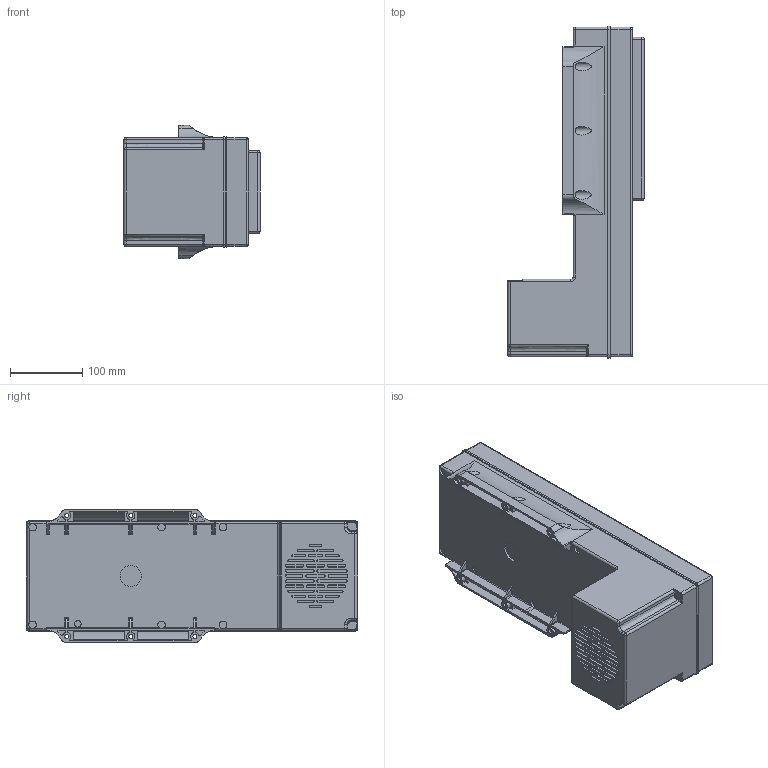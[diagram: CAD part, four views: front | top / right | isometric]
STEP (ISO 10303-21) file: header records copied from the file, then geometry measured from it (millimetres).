
FILE_DESCRIPTION((''),'2;1');
FILE_NAME('UM tamaño 2-3.stp','2012-02-16T12:26:46',('david'),(''),'Autodesk Inventor 2010','Autodesk Inventor 2010','');
FILE_SCHEMA(('AUTOMOTIVE_DESIGN { 1 0 10303 214 1 1 1 1 }'));
Length unit declared in the file: millimetre
Products named in the file (1): Pieza3
Bounding box: 188 x 458 x 184 mm (x, y, z)
Volume: 7107029.2 mm3; surface area: 445630.9 mm2
Topology: 1 solids, 20 shells, 1132 faces, 2956 edges, 1857 vertices
Faces by surface type: plane 498, cylinder 368, bspline 128, cone 111, sphere 18, torus 9
Full cylindrical faces by diameter (mm): 2.5 x2, 4.5 x2, 5.5 x6, 12 x6, 14.5 x2, 29 x2, 37.5 x1, 41.5 x1
Entity records: 41179 total; most frequent: CARTESIAN_POINT 13072, ORIENTED_EDGE 5646, DIRECTION 5482, EDGE_CURVE 2823, AXIS2_PLACEMENT_3D 1973, VERTEX_POINT 1842, VECTOR 1536, LINE 1536
